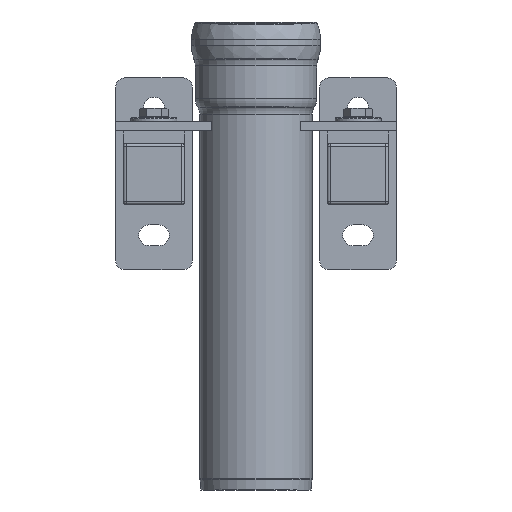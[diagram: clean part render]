
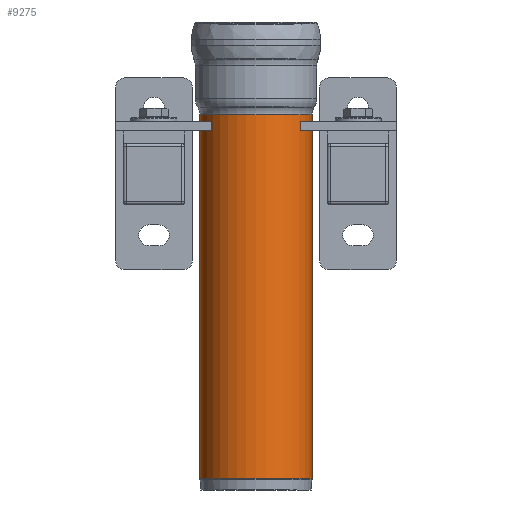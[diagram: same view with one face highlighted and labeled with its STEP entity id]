
A CAD part, front view. The second image highlights one B-rep face of the part: STEP entity #9275.
In plain terms, the highlighted cylindrical face has radius 36.5 mm (diameter 73 mm), a full revolution.
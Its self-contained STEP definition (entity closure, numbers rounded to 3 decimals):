
#891=FACE_OUTER_BOUND('',#1483,.T.);
#1483=EDGE_LOOP('',(#7612,#7613,#7614,#7615,#7616,#7617));
#2290=LINE('',#15053,#3116);
#3116=VECTOR('',#12224,36.5);
#3669=CIRCLE('',#10087,36.5);
#3670=CIRCLE('',#10088,36.5);
#3675=CIRCLE('',#10095,36.5);
#3676=CIRCLE('',#10096,36.5);
#4391=VERTEX_POINT('',#15036);
#4392=VERTEX_POINT('',#15037);
#4396=VERTEX_POINT('',#15050);
#4397=VERTEX_POINT('',#15051);
#5509=EDGE_CURVE('',#4391,#4392,#3669,.T.);
#5510=EDGE_CURVE('',#4392,#4391,#3670,.T.);
#5516=EDGE_CURVE('',#4396,#4397,#3675,.T.);
#5517=EDGE_CURVE('',#4396,#4392,#2290,.T.);
#5518=EDGE_CURVE('',#4397,#4396,#3676,.T.);
#7612=ORIENTED_EDGE('',*,*,#5516,.F.);
#7613=ORIENTED_EDGE('',*,*,#5517,.T.);
#7614=ORIENTED_EDGE('',*,*,#5509,.F.);
#7615=ORIENTED_EDGE('',*,*,#5510,.F.);
#7616=ORIENTED_EDGE('',*,*,#5517,.F.);
#7617=ORIENTED_EDGE('',*,*,#5518,.F.);
#8887=CYLINDRICAL_SURFACE('',#10094,36.5);
#9275=ADVANCED_FACE('',(#891),#8887,.T.);
#10087=AXIS2_PLACEMENT_3D('',#15038,#12205,#12206);
#10088=AXIS2_PLACEMENT_3D('',#15039,#12207,#12208);
#10094=AXIS2_PLACEMENT_3D('',#15049,#12220,#12221);
#10095=AXIS2_PLACEMENT_3D('',#15052,#12222,#12223);
#10096=AXIS2_PLACEMENT_3D('',#15054,#12225,#12226);
#12205=DIRECTION('center_axis',(0.,0.,-1.));
#12206=DIRECTION('ref_axis',(-1.,0.,0.));
#12207=DIRECTION('center_axis',(0.,0.,-1.));
#12208=DIRECTION('ref_axis',(-1.,0.,0.));
#12220=DIRECTION('center_axis',(0.,0.,1.));
#12221=DIRECTION('ref_axis',(1.,0.,0.));
#12222=DIRECTION('center_axis',(0.,0.,1.));
#12223=DIRECTION('ref_axis',(1.,0.,0.));
#12224=DIRECTION('',(0.,0.,-1.));
#12225=DIRECTION('center_axis',(0.,0.,1.));
#12226=DIRECTION('ref_axis',(1.,0.,0.));
#15036=CARTESIAN_POINT('',(-2916.197,-251.5,191.559));
#15037=CARTESIAN_POINT('',(-2952.697,-288.,191.559));
#15038=CARTESIAN_POINT('Origin',(-2916.197,-288.,191.559));
#15039=CARTESIAN_POINT('Origin',(-2916.197,-288.,191.559));
#15049=CARTESIAN_POINT('Origin',(-2916.197,-288.,192.683));
#15050=CARTESIAN_POINT('',(-2952.697,-288.,428.877));
#15051=CARTESIAN_POINT('',(-2916.197,-251.5,428.877));
#15052=CARTESIAN_POINT('Origin',(-2916.197,-288.,428.877));
#15053=CARTESIAN_POINT('',(-2952.697,-288.,192.683));
#15054=CARTESIAN_POINT('Origin',(-2916.197,-288.,428.877));
